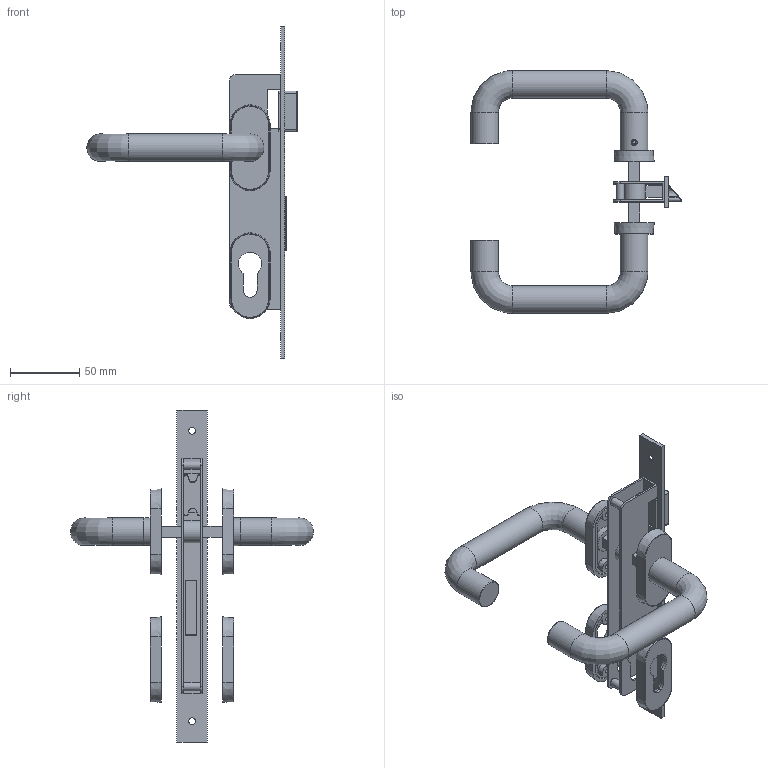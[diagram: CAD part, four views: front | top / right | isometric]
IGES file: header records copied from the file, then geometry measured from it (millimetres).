
Global section: file name: 620007.stp.iam; native system: Autodesk Inventor 2014; preprocessor: unknown; author: zeman; date: 20151016.110622; units: millimetre
Bounding box: 152 x 175.6 x 240 mm (x, y, z)
Volume: 195369.5 mm3; surface area: 104804 mm2
Topology: 14 solids, 14 shells, 349 faces, 901 edges, 596 vertices
Faces by surface type: plane 174, revolution 94, cylinder 55, cone 16, bspline 10
Full cylindrical faces by diameter (mm): 6 x2, 16 x1, 17.5 x2, 20 x8
